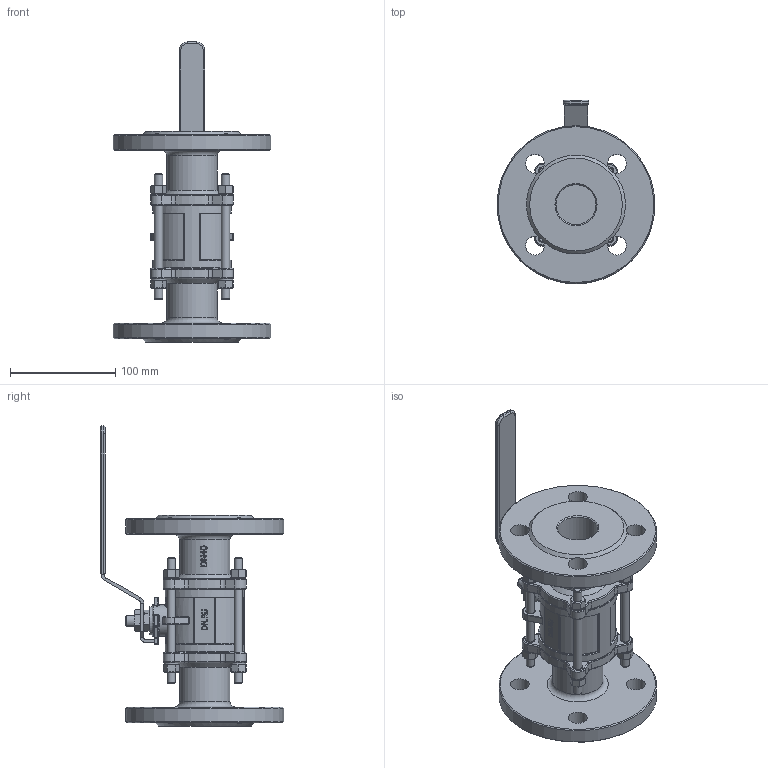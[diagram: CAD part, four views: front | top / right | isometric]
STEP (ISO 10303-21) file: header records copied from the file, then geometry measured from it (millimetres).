
FILE_DESCRIPTION(/* description */ (''),/* implementation_level */ '2;1');
FILE_NAME(/* name */ 'DN40_3D_STEP.stp',/* time_stamp */ '2025-12-15T23:19:31+03:00',/* author */ ('igorr'),/* organization */ (''),/* preprocessor_version */ 'ST-DEVELOPER v20',/* originating_system */ 'Autodesk Inventor 2025',/* authorisation */ '');
FILE_SCHEMA (('AUTOMOTIVE_DESIGN { 1 0 10303 214 3 1 1 }'));
Length unit declared in the file: millimetre
Products named in the file (7): Сборка; Деталь1; Деталь6; Деталь2; ANSI B18.2.4.2M - M8x1,25; AS 1237 - 8; ISO 4035 - M12
Assembly tree (22 placements, depth 2):
  Сборка
    Деталь1
    Деталь6
    Деталь2  x2
    ANSI B18.2.4.2M - M8x1,25  x8
    AS 1237 - 8  x8
    ISO 4035 - M12  x2
Bounding box: 150 x 174.17 x 285 mm (x, y, z)
Volume: 980797.6 mm3; surface area: 197266 mm2
Topology: 34 solids, 34 shells, 1073 faces, 2469 edges, 1495 vertices
Faces by surface type: plane 380, cylinder 262, cone 160, bspline 120, torus 119, sphere 32
Full cylindrical faces by diameter (mm): 6.647 x8, 8 x12, 8.4 x8, 9 x10, 10.106 x2, 12 x1, 14 x8, 18 x8, 26.976 x1, 30 x1, 38 x2, 48 x2, 75 x1, 150 x2
Entity records: 22792 total; most frequent: CARTESIAN_POINT 6378, ORIENTED_EDGE 3246, DIRECTION 3171, EDGE_CURVE 1623, AXIS2_PLACEMENT_3D 1214, VERTEX_POINT 982, EDGE_LOOP 745, LINE 743
